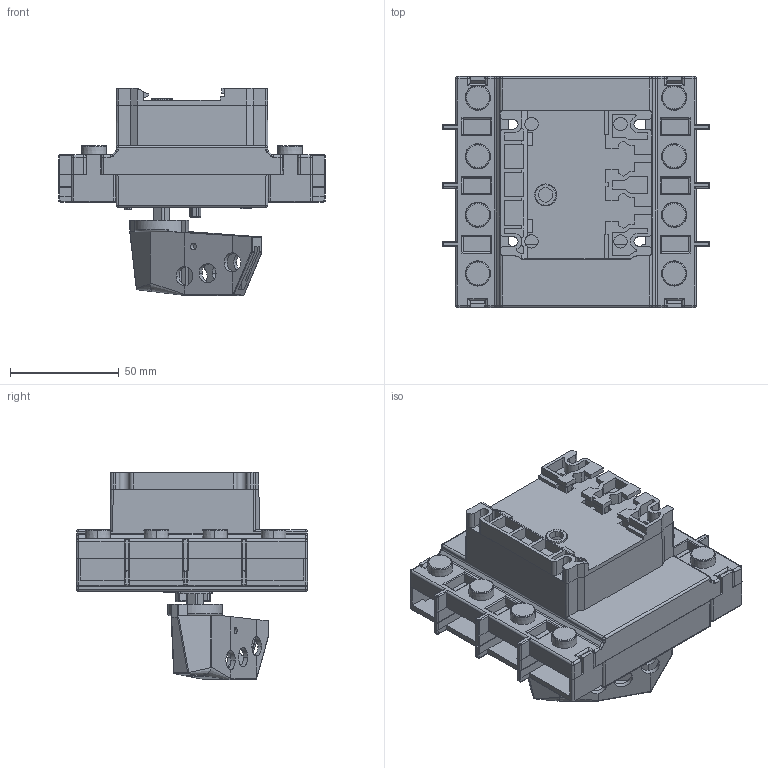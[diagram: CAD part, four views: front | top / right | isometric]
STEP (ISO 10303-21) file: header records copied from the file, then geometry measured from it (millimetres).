
FILE_DESCRIPTION((''),'2;1');
FILE_NAME('ASM0010_ASM','2025-07-11T15:21:42',('Administrator'),(''),'CREO PARAMETRIC BY PTC INC, 2021023','CREO PARAMETRIC BY PTC INC, 2021023','');
FILE_SCHEMA(('CONFIG_CONTROL_DESIGN'));
Products named in the file (35): MANIFOLD_SOLID_BREP_259_1_1_1_3_AF1; MANIFOLD_SOLID_BREP_260_2_1_1_3_AF1; MANIFOLD_SOLID_BREP_261_1_1_1_3; MANIFOLD_SOLID_BREP_262_1_1_1_3; MANIFOLD_SOLID_BREP_263_1_1_1_3_AF1; MANIFOLD_SOLID_BREP_264_1_1_1_3_AF1; MANIFOLD_SOLID_BREP_265_1_1_1_3_AF1; MANIFOLD_SOLID_BREP_266_1_1_1_3_AF1; MANIFOLD_SOLID_BREP_267_1_1_1_3; MANIFOLD_SOLID_BREP_268_1_1_1_3; MANIFOLD_SOLID_BREP_269_1_1_1_3; MANIFOLD_SOLID_BREP_270_1_1_1_3; MANIFOLD_SOLID_BREP_271_1_1_1_3_AF1; MANIFOLD_SOLID_BREP_272_1_1_1_3_AF1; MANIFOLD_SOLID_BREP_273_1_1_1_3_AF1; MANIFOLD_SOLID_BREP_274_1_1_1_3_AF1; MANIFOLD_SOLID_BREP_275_1_1_1_3; MANIFOLD_SOLID_BREP_276_1_1_1_3; MANIFOLD_SOLID_BREP_277_1_1_1_3_AF1; MANIFOLD_SOLID_BREP_278_1_1_1_3; MANIFOLD_SOLID_BREP_279_1_1_1_3; MANIFOLD_SOLID_BREP_280_1_1_1_3_AF1; MANIFOLD_SOLID_BREP_281_1_1_1_3; MANIFOLD_SOLID_BREP_282_1_1_1_3; MANIFOLD_SOLID_BREP_283_1_1_1_3_AF1; MANIFOLD_SOLID_BREP_284_1_1_1_3_AF1; MANIFOLD_SOLID_BREP_285_1_1_1_3; MANIFOLD_SOLID_BREP_286_1_1_1_3_AF1; MANIFOLD_SOLID_BREP_287_1_1_1_3; ADMI43CCC2BDOHWP_ASM_1_ASM_1__3_AF1_ASM; ZHUANZHOU2_1_1_1_1_2_3_AF0; BREP_WITH_VOIDS_118133_2_1_1__3; GL-100-4_ASM_1_ASM_1_1_2_3_AF0_ASM; HGL-100-4_ASM_1_1_2_3_AF0_ASM; ASM0010_ASM
Assembly tree (34 placements, depth 5):
  ASM0010_ASM
    HGL-100-4_ASM_1_1_2_3_AF0_ASM
      GL-100-4_ASM_1_ASM_1_1_2_3_AF0_ASM
        ADMI43CCC2BDOHWP_ASM_1_ASM_1__3_AF1_ASM
          MANIFOLD_SOLID_BREP_259_1_1_1_3_AF1
          MANIFOLD_SOLID_BREP_260_2_1_1_3_AF1
          MANIFOLD_SOLID_BREP_261_1_1_1_3
          MANIFOLD_SOLID_BREP_262_1_1_1_3
          MANIFOLD_SOLID_BREP_263_1_1_1_3_AF1
          MANIFOLD_SOLID_BREP_264_1_1_1_3_AF1
          MANIFOLD_SOLID_BREP_265_1_1_1_3_AF1
          MANIFOLD_SOLID_BREP_266_1_1_1_3_AF1
          MANIFOLD_SOLID_BREP_267_1_1_1_3
          MANIFOLD_SOLID_BREP_268_1_1_1_3
          MANIFOLD_SOLID_BREP_269_1_1_1_3
          MANIFOLD_SOLID_BREP_270_1_1_1_3
          MANIFOLD_SOLID_BREP_271_1_1_1_3_AF1
          MANIFOLD_SOLID_BREP_272_1_1_1_3_AF1
          MANIFOLD_SOLID_BREP_273_1_1_1_3_AF1
          MANIFOLD_SOLID_BREP_274_1_1_1_3_AF1
          MANIFOLD_SOLID_BREP_275_1_1_1_3
          MANIFOLD_SOLID_BREP_276_1_1_1_3
          MANIFOLD_SOLID_BREP_277_1_1_1_3_AF1
          MANIFOLD_SOLID_BREP_278_1_1_1_3
          MANIFOLD_SOLID_BREP_279_1_1_1_3
          MANIFOLD_SOLID_BREP_280_1_1_1_3_AF1
          MANIFOLD_SOLID_BREP_281_1_1_1_3
          MANIFOLD_SOLID_BREP_282_1_1_1_3
          MANIFOLD_SOLID_BREP_283_1_1_1_3_AF1
          MANIFOLD_SOLID_BREP_284_1_1_1_3_AF1
          MANIFOLD_SOLID_BREP_285_1_1_1_3
          MANIFOLD_SOLID_BREP_286_1_1_1_3_AF1
          MANIFOLD_SOLID_BREP_287_1_1_1_3
        ZHUANZHOU2_1_1_1_1_2_3_AF0
        BREP_WITH_VOIDS_118133_2_1_1__3
Bounding box: 123 x 106.5 x 95.39 mm (x, y, z)
Volume: 148793 mm3; surface area: 132597.8 mm2
Topology: 28 solids, 29 shells, 1944 faces, 5301 edges, 3415 vertices
Faces by surface type: plane 1323, cylinder 439, torus 68, bspline 46, sphere 38, cone 30
Entity records: 63610 total; most frequent: CARTESIAN_POINT 13786, ORIENTED_EDGE 10526, DIRECTION 9835, EDGE_CURVE 5263, VECTOR 4025, LINE 4025, VERTEX_POINT 3415, AXIS2_PLACEMENT_3D 2905
